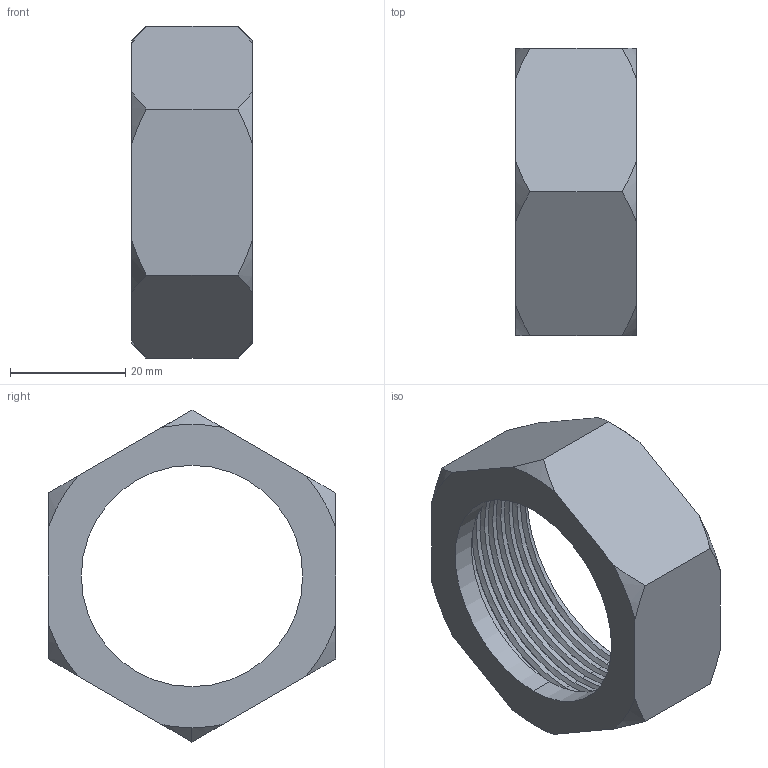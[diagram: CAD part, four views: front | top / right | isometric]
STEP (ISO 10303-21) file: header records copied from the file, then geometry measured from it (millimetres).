
FILE_DESCRIPTION (( 'STEP AP203' ), '1' );
FILE_NAME ('R-131-M_M45x2_17106750.STEP', '2024-09-03T09:15:08', ( '' ), ( '' ), 'SwSTEP 2.0', 'SolidWorks 2024', '' );
FILE_SCHEMA (( 'CONFIG_CONTROL_DESIGN' ));
Length unit declared in the file: millimetre
Products named in the file (1): R-131-M_M45x2_17106750
Bounding box: 21 x 50 x 57.73 mm (x, y, z)
Volume: 12990.1 mm3; surface area: 9684.4 mm2
Topology: 1 solids, 1 shells, 48 faces, 129 edges, 84 vertices
Faces by surface type: cylinder 20, cone 14, plane 10, bspline 4
Entity records: 3745 total; most frequent: CARTESIAN_POINT 2632, ORIENTED_EDGE 258, DIRECTION 171, EDGE_CURVE 129, VERTEX_POINT 84, AXIS2_PLACEMENT_3D 66, EDGE_LOOP 51, ADVANCED_FACE 48
